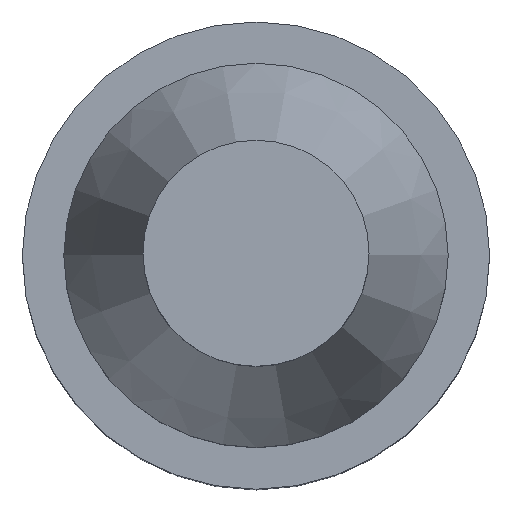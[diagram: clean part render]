
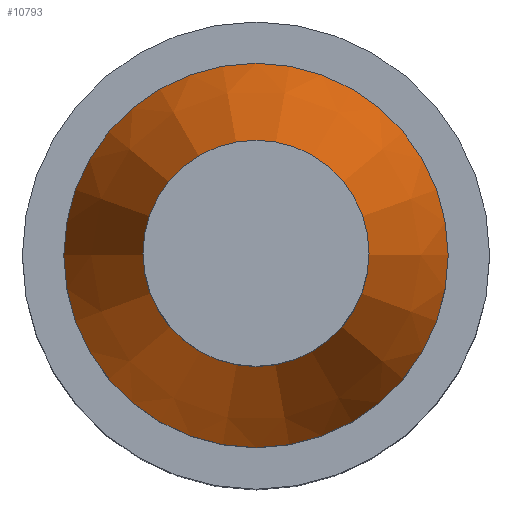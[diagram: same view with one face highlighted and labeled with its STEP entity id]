
A CAD part, top view. The second image highlights one B-rep face of the part: STEP entity #10793.
In plain terms, the highlighted conical face has half-angle 19.047 degrees and reference radius 5.5 mm.
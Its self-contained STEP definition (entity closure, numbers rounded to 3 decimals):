
#38=CONICAL_SURFACE($,#11179,5.5,19.047);
#86=CIRCLE($,#11178,5.5);
#87=CIRCLE($,#11180,12.75);
#1449=FACE_OUTER_BOUND($,#2236,.T.);
#1551=FACE_BOUND($,#2237,.T.);
#2236=EDGE_LOOP($,(#9851));
#2237=EDGE_LOOP($,(#9852));
#5232=VERTEX_POINT($,#20247);
#5233=VERTEX_POINT($,#20250);
#6774=EDGE_CURVE($,#5232,#5232,#86,.T.);
#6775=EDGE_CURVE($,#5233,#5233,#87,.T.);
#9851=ORIENTED_EDGE($,*,*,#6774,.T.);
#9852=ORIENTED_EDGE($,*,*,#6775,.T.);
#10793=ADVANCED_FACE($,(#1449,#1551),#38,.T.);
#11178=AXIS2_PLACEMENT_3D($,#20248,#12916,#12917);
#11179=AXIS2_PLACEMENT_3D($,#20249,#12918,#12919);
#11180=AXIS2_PLACEMENT_3D($,#20251,#12920,#12921);
#12916=DIRECTION('center_axis',(0.,0.,-1.));
#12917=DIRECTION('ref_axis',(-1.,0.,0.));
#12918=DIRECTION('center_axis',(0.,0.,-1.));
#12919=DIRECTION('ref_axis',(1.,0.,0.));
#12920=DIRECTION('center_axis',(0.,0.,1.));
#12921=DIRECTION('ref_axis',(-1.,0.,0.));
#20247=CARTESIAN_POINT('',(-5.5,0.,56.));
#20248=CARTESIAN_POINT('Origin',(0.,0.,56.));
#20249=CARTESIAN_POINT('Origin',(0.,0.,56.));
#20250=CARTESIAN_POINT('',(12.75,0.,35.));
#20251=CARTESIAN_POINT('Origin',(0.,0.,35.));
